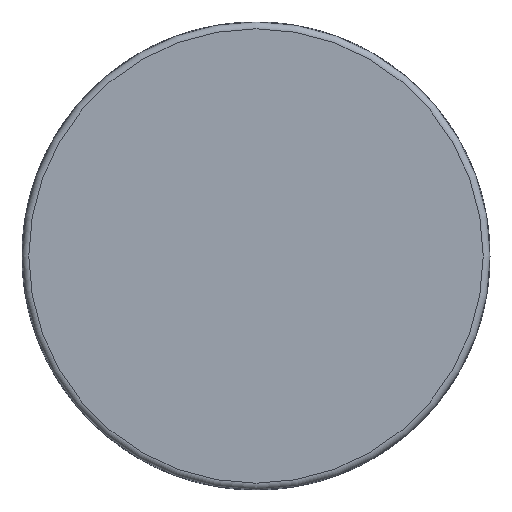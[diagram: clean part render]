
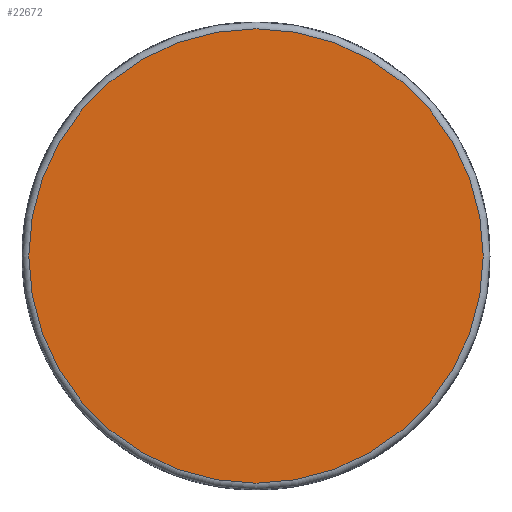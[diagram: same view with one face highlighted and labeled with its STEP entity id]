
A CAD part, left-side view. The second image highlights one B-rep face of the part: STEP entity #22672.
In plain terms, the highlighted planar face has unit normal (-1, 0, 0).
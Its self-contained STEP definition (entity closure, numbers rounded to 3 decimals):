
#1170=PLANE('',#23172);
#1444=CIRCLE('',#23170,16.7);
#1445=CIRCLE('',#23171,16.7);
#2732=FACE_OUTER_BOUND('',#4085,.T.);
#4085=EDGE_LOOP('',(#21179,#21180));
#10183=VERTEX_POINT('',#105344);
#10184=VERTEX_POINT('',#105346);
#13851=EDGE_CURVE('',#10183,#10184,#1444,.T.);
#13852=EDGE_CURVE('',#10184,#10183,#1445,.T.);
#21179=ORIENTED_EDGE('',*,*,#13852,.F.);
#21180=ORIENTED_EDGE('',*,*,#13851,.F.);
#22672=ADVANCED_FACE('',(#2732),#1170,.T.);
#23170=AXIS2_PLACEMENT_3D('',#105347,#24382,#24383);
#23171=AXIS2_PLACEMENT_3D('',#105348,#24384,#24385);
#23172=AXIS2_PLACEMENT_3D('',#105349,#24386,#24387);
#24382=DIRECTION('center_axis',(1.,0.,0.));
#24383=DIRECTION('ref_axis',(0.,-1.,0.));
#24384=DIRECTION('center_axis',(1.,0.,0.));
#24385=DIRECTION('ref_axis',(0.,-1.,0.));
#24386=DIRECTION('center_axis',(-1.,0.,0.));
#24387=DIRECTION('ref_axis',(0.,0.,1.));
#105344=CARTESIAN_POINT('',(-25.,0.,16.7));
#105346=CARTESIAN_POINT('',(-25.,16.7,0.));
#105347=CARTESIAN_POINT('Origin',(-25.,0.,0.));
#105348=CARTESIAN_POINT('Origin',(-25.,0.,0.));
#105349=CARTESIAN_POINT('Origin',(-25.,17.2,0.));
